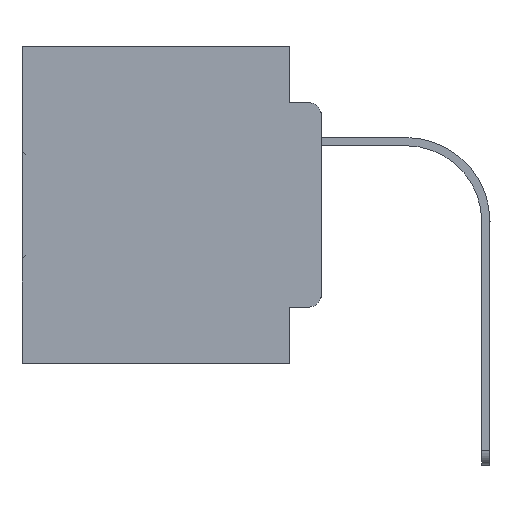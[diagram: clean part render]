
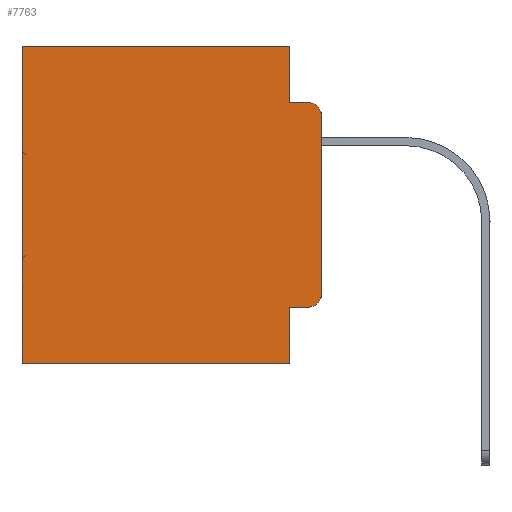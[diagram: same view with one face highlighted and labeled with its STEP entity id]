
A CAD part, left-side view. The second image highlights one B-rep face of the part: STEP entity #7763.
In plain terms, the highlighted planar face has unit normal (-1, 0, 0).
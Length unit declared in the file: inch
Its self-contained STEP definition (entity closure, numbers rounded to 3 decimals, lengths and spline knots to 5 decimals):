
#748 = EDGE_CURVE ( 'NONE', #23656, #7493, #3434, .T. ) ;
#797 = EDGE_CURVE ( 'NONE', #3099, #6899, #28496, .T. ) ;
#1068 = DIRECTION ( 'NONE',  ( 0., -1., 0. ) ) ;
#1093 = VECTOR ( 'NONE', #24160, 39.37008 ) ;
#1145 = CARTESIAN_POINT ( 'NONE',  ( 0.298, 0.051, -0.0885 ) ) ;
#1636 = CARTESIAN_POINT ( 'NONE',  ( 0.298, 0.02, -0.1085 ) ) ;
#2219 = VECTOR ( 'NONE', #11002, 39.37008 ) ;
#3099 = VERTEX_POINT ( 'NONE', #16883 ) ;
#3115 = CARTESIAN_POINT ( 'NONE',  ( 0.298, 0.02, -0.0885 ) ) ;
#3434 = CIRCLE ( 'NONE', #25239, 0.02 ) ;
#4017 = DIRECTION ( 'NONE',  ( 0., 0., -1. ) ) ;
#4452 = VERTEX_POINT ( 'NONE', #3115 ) ;
#6899 = VERTEX_POINT ( 'NONE', #1145 ) ;
#7161 = CARTESIAN_POINT ( 'NONE',  ( 0.298, 0.473, -0.5 ) ) ;
#7335 = CARTESIAN_POINT ( 'NONE',  ( 0.298, 0., -0.3915 ) ) ;
#7493 = VERTEX_POINT ( 'NONE', #7335 ) ;
#7618 = VERTEX_POINT ( 'NONE', #23509 ) ;
#7763 = ADVANCED_FACE ( 'NONE', ( #8693 ), #24177, .F. ) ;
#8248 = ORIENTED_EDGE ( 'NONE', *, *, #30272, .T. ) ;
#8407 = DIRECTION ( 'NONE',  ( 0., -1., 0. ) ) ;
#8693 = FACE_OUTER_BOUND ( 'NONE', #24556, .T. ) ;
#8755 = VECTOR ( 'NONE', #1068, 39.37008 ) ;
#9641 = CIRCLE ( 'NONE', #28805, 0.02 ) ;
#10975 = CARTESIAN_POINT ( 'NONE',  ( 0.298, 0.02, -0.3915 ) ) ;
#11002 = DIRECTION ( 'NONE',  ( 0., 1., 0. ) ) ;
#11149 = CARTESIAN_POINT ( 'NONE',  ( 0.298, 0.473, 0. ) ) ;
#11641 = ORIENTED_EDGE ( 'NONE', *, *, #12394, .F. ) ;
#11837 = LINE ( 'NONE', #29145, #1093 ) ;
#12081 = EDGE_CURVE ( 'NONE', #17468, #30167, #16678, .T. ) ;
#12289 = DIRECTION ( 'NONE',  ( -1., 0., 0. ) ) ;
#12394 = EDGE_CURVE ( 'NONE', #30050, #7493, #28154, .T. ) ;
#12753 = EDGE_CURVE ( 'NONE', #30050, #4452, #9641, .T. ) ;
#13555 = DIRECTION ( 'NONE',  ( 0., 0., -1. ) ) ;
#13602 = LINE ( 'NONE', #20141, #22747 ) ;
#14667 = EDGE_CURVE ( 'NONE', #6899, #4452, #31707, .T. ) ;
#15137 = VECTOR ( 'NONE', #24146, 39.37008 ) ;
#16400 = DIRECTION ( 'NONE',  ( 0., 0., -1. ) ) ;
#16678 = LINE ( 'NONE', #26997, #2219 ) ;
#16883 = CARTESIAN_POINT ( 'NONE',  ( 0.298, 0.051, 0. ) ) ;
#16946 = ORIENTED_EDGE ( 'NONE', *, *, #14667, .F. ) ;
#17468 = VERTEX_POINT ( 'NONE', #28996 ) ;
#17819 = DIRECTION ( 'NONE',  ( 0., 0., -1. ) ) ;
#18385 = CARTESIAN_POINT ( 'NONE',  ( 0.298, 0.051, -0.0885 ) ) ;
#18523 = LINE ( 'NONE', #24042, #23531 ) ;
#19431 = ORIENTED_EDGE ( 'NONE', *, *, #12753, .T. ) ;
#19767 = EDGE_CURVE ( 'NONE', #26245, #30167, #18523, .T. ) ;
#20141 = CARTESIAN_POINT ( 'NONE',  ( 0.298, 0.051, -0.4115 ) ) ;
#21515 = CARTESIAN_POINT ( 'NONE',  ( 0.298, 0., -0.1085 ) ) ;
#22747 = VECTOR ( 'NONE', #8407, 39.37008 ) ;
#23116 = CARTESIAN_POINT ( 'NONE',  ( 0.298, 0.02, -0.4115 ) ) ;
#23141 = CARTESIAN_POINT ( 'NONE',  ( 0.298, 0., 0. ) ) ;
#23417 = VECTOR ( 'NONE', #17819, 39.37008 ) ;
#23509 = CARTESIAN_POINT ( 'NONE',  ( 0.298, 0.051, -0.4115 ) ) ;
#23531 = VECTOR ( 'NONE', #13555, 39.37008 ) ;
#23656 = VERTEX_POINT ( 'NONE', #23116 ) ;
#23844 = VECTOR ( 'NONE', #16400, 39.37008 ) ;
#24042 = CARTESIAN_POINT ( 'NONE',  ( 0.298, 0.473, 0. ) ) ;
#24146 = DIRECTION ( 'NONE',  ( 0., 0., -1. ) ) ;
#24160 = DIRECTION ( 'NONE',  ( 0., 1., 0. ) ) ;
#24177 = PLANE ( 'NONE',  #32530 ) ;
#24556 = EDGE_LOOP ( 'NONE', ( #11641, #19431, #16946, #32712, #30584, #25224, #29858, #28767, #8248, #28838 ) ) ;
#25224 = ORIENTED_EDGE ( 'NONE', *, *, #19767, .T. ) ;
#25239 = AXIS2_PLACEMENT_3D ( 'NONE', #10975, #26322, #26468 ) ;
#26245 = VERTEX_POINT ( 'NONE', #11149 ) ;
#26322 = DIRECTION ( 'NONE',  ( -1., 0., 0. ) ) ;
#26468 = DIRECTION ( 'NONE',  ( 0., 0., -1. ) ) ;
#26673 = CARTESIAN_POINT ( 'NONE',  ( 0.298, 0., 0. ) ) ;
#26997 = CARTESIAN_POINT ( 'NONE',  ( 0.298, 0., -0.5 ) ) ;
#27119 = DIRECTION ( 'NONE',  ( 0., 0., -1. ) ) ;
#28154 = LINE ( 'NONE', #23141, #23417 ) ;
#28496 = LINE ( 'NONE', #28817, #15137 ) ;
#28767 = ORIENTED_EDGE ( 'NONE', *, *, #29129, .F. ) ;
#28805 = AXIS2_PLACEMENT_3D ( 'NONE', #1636, #12289, #27119 ) ;
#28817 = CARTESIAN_POINT ( 'NONE',  ( 0.298, 0.051, 0. ) ) ;
#28838 = ORIENTED_EDGE ( 'NONE', *, *, #748, .T. ) ;
#28850 = DIRECTION ( 'NONE',  ( 1., 0., 0. ) ) ;
#28996 = CARTESIAN_POINT ( 'NONE',  ( 0.298, 0.051, -0.5 ) ) ;
#29129 = EDGE_CURVE ( 'NONE', #7618, #17468, #29239, .T. ) ;
#29145 = CARTESIAN_POINT ( 'NONE',  ( 0.298, 0., 0. ) ) ;
#29239 = LINE ( 'NONE', #32078, #23844 ) ;
#29858 = ORIENTED_EDGE ( 'NONE', *, *, #12081, .F. ) ;
#30050 = VERTEX_POINT ( 'NONE', #21515 ) ;
#30167 = VERTEX_POINT ( 'NONE', #7161 ) ;
#30272 = EDGE_CURVE ( 'NONE', #7618, #23656, #13602, .T. ) ;
#30584 = ORIENTED_EDGE ( 'NONE', *, *, #32681, .T. ) ;
#31707 = LINE ( 'NONE', #18385, #8755 ) ;
#32078 = CARTESIAN_POINT ( 'NONE',  ( 0.298, 0.051, 0. ) ) ;
#32530 = AXIS2_PLACEMENT_3D ( 'NONE', #26673, #28850, #4017 ) ;
#32681 = EDGE_CURVE ( 'NONE', #3099, #26245, #11837, .T. ) ;
#32712 = ORIENTED_EDGE ( 'NONE', *, *, #797, .F. ) ;
